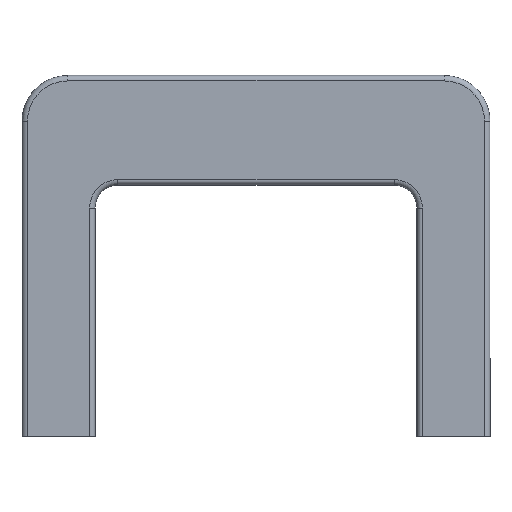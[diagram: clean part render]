
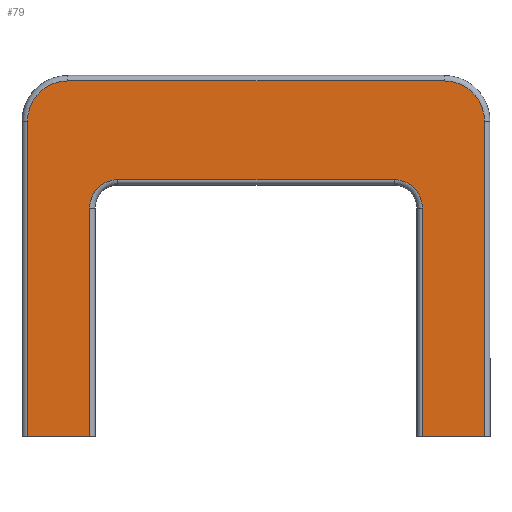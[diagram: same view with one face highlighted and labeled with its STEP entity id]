
A CAD part, top view. The second image highlights one B-rep face of the part: STEP entity #79.
In plain terms, the highlighted planar face has unit normal (0, 0, 1).
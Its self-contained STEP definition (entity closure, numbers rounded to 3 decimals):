
#13 = DIRECTION ( 'NONE',  ( 1., 0., 0. ) ) ;
#17 = VERTEX_POINT ( 'NONE', #75 ) ;
#21 = VERTEX_POINT ( 'NONE', #215 ) ;
#22 = CARTESIAN_POINT ( 'NONE',  ( 1.2, 0., 1.2 ) ) ;
#25 = ORIENTED_EDGE ( 'NONE', *, *, #365, .T. ) ;
#30 = CARTESIAN_POINT ( 'NONE',  ( 101.2, 69., 1.2 ) ) ;
#37 = ORIENTED_EDGE ( 'NONE', *, *, #198, .T. ) ;
#39 = ORIENTED_EDGE ( 'NONE', *, *, #121, .T. ) ;
#43 = VECTOR ( 'NONE', #13, 1000. ) ;
#44 = DIRECTION ( 'NONE',  ( 1., 0., 0. ) ) ;
#45 = ORIENTED_EDGE ( 'NONE', *, *, #458, .T. ) ;
#46 = DIRECTION ( 'NONE',  ( 1., 0., 0. ) ) ;
#50 = LINE ( 'NONE', #22, #176 ) ;
#52 = DIRECTION ( 'NONE',  ( 1., 0., 0. ) ) ;
#57 = EDGE_CURVE ( 'NONE', #209, #240, #434, .T. ) ;
#59 = AXIS2_PLACEMENT_3D ( 'NONE', #450, #371, #46 ) ;
#64 = VERTEX_POINT ( 'NONE', #80 ) ;
#66 = AXIS2_PLACEMENT_3D ( 'NONE', #214, #465, #357 ) ;
#73 = EDGE_CURVE ( 'NONE', #64, #17, #312, .T. ) ;
#74 = LINE ( 'NONE', #146, #363 ) ;
#75 = CARTESIAN_POINT ( 'NONE',  ( 10., 77.8, 1.2 ) ) ;
#79 = ADVANCED_FACE ( 'NONE', ( #293 ), #195, .T. ) ;
#80 = CARTESIAN_POINT ( 'NONE',  ( 92.4, 77.8, 1.2 ) ) ;
#82 = VECTOR ( 'NONE', #222, 1000. ) ;
#97 = EDGE_CURVE ( 'NONE', #455, #21, #301, .T. ) ;
#98 = ORIENTED_EDGE ( 'NONE', *, *, #57, .T. ) ;
#100 = ORIENTED_EDGE ( 'NONE', *, *, #101, .T. ) ;
#101 = EDGE_CURVE ( 'NONE', #240, #64, #277, .T. ) ;
#106 = AXIS2_PLACEMENT_3D ( 'NONE', #163, #378, #52 ) ;
#115 = EDGE_CURVE ( 'NONE', #265, #387, #297, .T. ) ;
#121 = EDGE_CURVE ( 'NONE', #17, #145, #255, .T. ) ;
#143 = VECTOR ( 'NONE', #340, 1000. ) ;
#145 = VERTEX_POINT ( 'NONE', #360 ) ;
#146 = CARTESIAN_POINT ( 'NONE',  ( 87.6, 0., 1.2 ) ) ;
#148 = VECTOR ( 'NONE', #256, 1000. ) ;
#160 = DIRECTION ( 'NONE',  ( 1., 0., 0. ) ) ;
#163 = CARTESIAN_POINT ( 'NONE',  ( 81.4, 50., 1.2 ) ) ;
#167 = CARTESIAN_POINT ( 'NONE',  ( 0., 77.8, 1.2 ) ) ;
#169 = DIRECTION ( 'NONE',  ( 0., 0., 1. ) ) ;
#176 = VECTOR ( 'NONE', #456, 1000. ) ;
#184 = CARTESIAN_POINT ( 'NONE',  ( 1.2, 0., 1.2 ) ) ;
#195 = PLANE ( 'NONE',  #400 ) ;
#198 = EDGE_CURVE ( 'NONE', #21, #249, #74, .T. ) ;
#200 = LINE ( 'NONE', #337, #143 ) ;
#208 = CARTESIAN_POINT ( 'NONE',  ( 14.8, 0., 1.2 ) ) ;
#209 = VERTEX_POINT ( 'NONE', #244 ) ;
#210 = EDGE_LOOP ( 'NONE', ( #315, #211, #391, #413, #241, #37, #45, #98, #100, #339, #39, #25 ) ) ;
#211 = ORIENTED_EDGE ( 'NONE', *, *, #333, .T. ) ;
#214 = CARTESIAN_POINT ( 'NONE',  ( 21., 50., 1.2 ) ) ;
#215 = CARTESIAN_POINT ( 'NONE',  ( 87.6, 50., 1.2 ) ) ;
#218 = DIRECTION ( 'NONE',  ( 0., -1., 0. ) ) ;
#222 = DIRECTION ( 'NONE',  ( -1., 0., 0. ) ) ;
#224 = EDGE_CURVE ( 'NONE', #429, #332, #286, .T. ) ;
#225 = DIRECTION ( 'NONE',  ( 0., 0., 1. ) ) ;
#226 = CARTESIAN_POINT ( 'NONE',  ( 81.4, 56.2, 1.2 ) ) ;
#227 = CARTESIAN_POINT ( 'NONE',  ( 21., 56.2, 1.2 ) ) ;
#240 = VERTEX_POINT ( 'NONE', #30 ) ;
#241 = ORIENTED_EDGE ( 'NONE', *, *, #97, .T. ) ;
#244 = CARTESIAN_POINT ( 'NONE',  ( 101.2, 0., 1.2 ) ) ;
#249 = VERTEX_POINT ( 'NONE', #325 ) ;
#253 = CARTESIAN_POINT ( 'NONE',  ( 101.2, 69., 1.2 ) ) ;
#255 = CIRCLE ( 'NONE', #59, 8.8 ) ;
#256 = DIRECTION ( 'NONE',  ( 1., 0., 0. ) ) ;
#265 = VERTEX_POINT ( 'NONE', #184 ) ;
#277 = CIRCLE ( 'NONE', #345, 8.8 ) ;
#286 = CIRCLE ( 'NONE', #66, 6.2 ) ;
#293 = FACE_OUTER_BOUND ( 'NONE', #210, .T. ) ;
#297 = LINE ( 'NONE', #438, #148 ) ;
#301 = CIRCLE ( 'NONE', #106, 6.2 ) ;
#303 = LINE ( 'NONE', #405, #43 ) ;
#312 = LINE ( 'NONE', #167, #82 ) ;
#315 = ORIENTED_EDGE ( 'NONE', *, *, #115, .T. ) ;
#325 = CARTESIAN_POINT ( 'NONE',  ( 87.6, 0., 1.2 ) ) ;
#331 = CARTESIAN_POINT ( 'NONE',  ( 92.4, 69., 1.2 ) ) ;
#332 = VERTEX_POINT ( 'NONE', #227 ) ;
#333 = EDGE_CURVE ( 'NONE', #387, #429, #200, .T. ) ;
#335 = CARTESIAN_POINT ( 'NONE',  ( 0., 0., 1.2 ) ) ;
#337 = CARTESIAN_POINT ( 'NONE',  ( 14.8, 50., 1.2 ) ) ;
#339 = ORIENTED_EDGE ( 'NONE', *, *, #73, .T. ) ;
#340 = DIRECTION ( 'NONE',  ( 0., 1., 0. ) ) ;
#341 = LINE ( 'NONE', #335, #368 ) ;
#345 = AXIS2_PLACEMENT_3D ( 'NONE', #331, #169, #160 ) ;
#357 = DIRECTION ( 'NONE',  ( 1., 0., 0. ) ) ;
#359 = EDGE_CURVE ( 'NONE', #332, #455, #303, .T. ) ;
#360 = CARTESIAN_POINT ( 'NONE',  ( 1.2, 69., 1.2 ) ) ;
#363 = VECTOR ( 'NONE', #218, 1000. ) ;
#365 = EDGE_CURVE ( 'NONE', #145, #265, #50, .T. ) ;
#368 = VECTOR ( 'NONE', #442, 1000. ) ;
#371 = DIRECTION ( 'NONE',  ( 0., 0., 1. ) ) ;
#378 = DIRECTION ( 'NONE',  ( 0., 0., -1. ) ) ;
#387 = VERTEX_POINT ( 'NONE', #208 ) ;
#391 = ORIENTED_EDGE ( 'NONE', *, *, #224, .T. ) ;
#399 = DIRECTION ( 'NONE',  ( 0., 1., 0. ) ) ;
#400 = AXIS2_PLACEMENT_3D ( 'NONE', #445, #225, #44 ) ;
#405 = CARTESIAN_POINT ( 'NONE',  ( 81.4, 56.2, 1.2 ) ) ;
#411 = CARTESIAN_POINT ( 'NONE',  ( 14.8, 50., 1.2 ) ) ;
#413 = ORIENTED_EDGE ( 'NONE', *, *, #359, .T. ) ;
#429 = VERTEX_POINT ( 'NONE', #411 ) ;
#433 = VECTOR ( 'NONE', #399, 1000. ) ;
#434 = LINE ( 'NONE', #253, #433 ) ;
#438 = CARTESIAN_POINT ( 'NONE',  ( 0., 0., 1.2 ) ) ;
#442 = DIRECTION ( 'NONE',  ( 1., 0., 0. ) ) ;
#445 = CARTESIAN_POINT ( 'NONE',  ( 0., 0., 1.2 ) ) ;
#450 = CARTESIAN_POINT ( 'NONE',  ( 10., 69., 1.2 ) ) ;
#455 = VERTEX_POINT ( 'NONE', #226 ) ;
#456 = DIRECTION ( 'NONE',  ( 0., -1., 0. ) ) ;
#458 = EDGE_CURVE ( 'NONE', #249, #209, #341, .T. ) ;
#465 = DIRECTION ( 'NONE',  ( 0., 0., -1. ) ) ;
